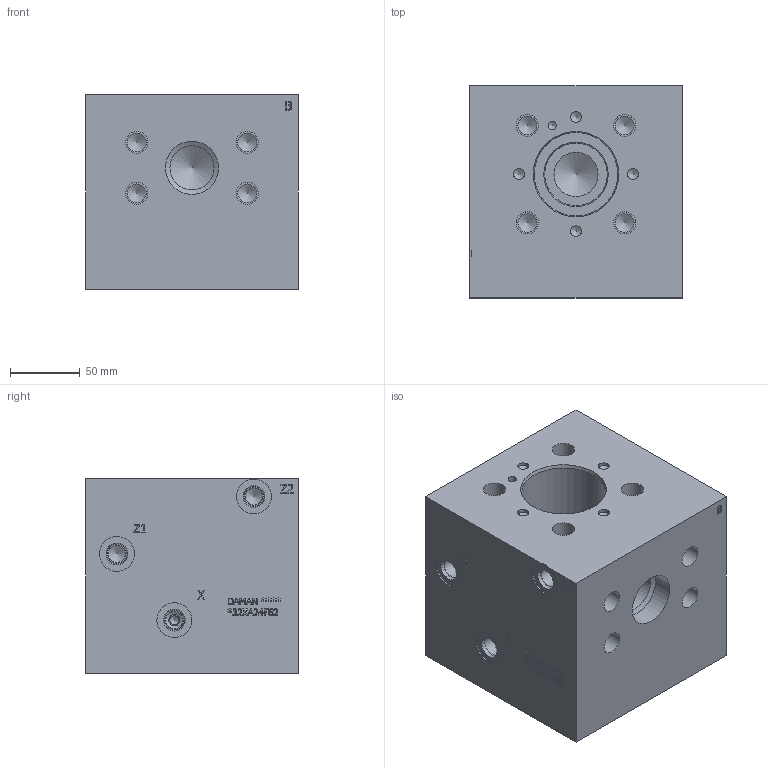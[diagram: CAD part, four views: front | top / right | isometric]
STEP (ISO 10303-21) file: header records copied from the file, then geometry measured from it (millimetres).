
FILE_DESCRIPTION(/* description */ (''),/* implementation_level */ '2;1');
FILE_NAME(/* name */ '_32XA24F62.stp',/* time_stamp */ '2021-10-06T16:43:13-04:00',/* author */ ('trevorh'),/* organization */ (''),/* preprocessor_version */ 'ST-DEVELOPER v18',/* originating_system */ 'Autodesk Inventor 2020',/* authorisation */ '');
FILE_SCHEMA (('CONFIG_CONTROL_DESIGN'));
Length unit declared in the file: millimetre
Products named in the file (1): Part_D32XA24F62_3D
Bounding box: 152.4 x 152.4 x 139.7 mm (x, y, z)
Volume: 2823296.8 mm3; surface area: 191412.5 mm2
Topology: 1 solids, 1 shells, 596 faces, 1652 edges, 1125 vertices
Faces by surface type: plane 366, bspline 105, cylinder 76, cone 49
Full cylindrical faces by diameter (mm): 5.994 x1, 6.35 x2, 7.925 x4, 8.001 x2, 10.719 x8, 12.294 x4, 12.7 x8, 12.9 x2, 12.903 x2, 13.487 x12, 14.275 x4, 14.529 x4, 15.875 x12, 25.019 x4, 31.75 x2, 38.1 x2, 45.009 x1, 60.02 x1, 61.341 x1
Entity records: 19951 total; most frequent: CARTESIAN_POINT 4707, ORIENTED_EDGE 3240, DIRECTION 2683, EDGE_CURVE 1620, VERTEX_POINT 1125, LINE 1121, VECTOR 1121, AXIS2_PLACEMENT_3D 781
